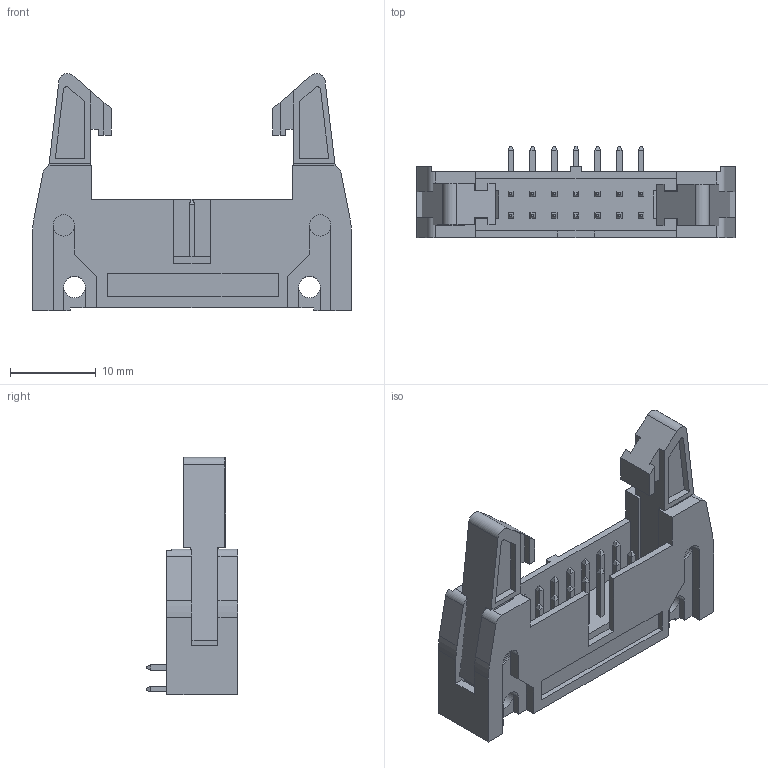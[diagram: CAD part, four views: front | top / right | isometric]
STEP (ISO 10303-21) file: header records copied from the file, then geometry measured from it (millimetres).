
FILE_DESCRIPTION( ( 'Unknown' ), '1' );
FILE_NAME( '61201422921.stp', 'Unknown', ( 'Unknown' ), ( 'Unknown' ), 'PSStep 14.0', 'Unknown', ' ' );
FILE_SCHEMA( ( 'AUTOMOTIVE_DESIGN { 1 0 10303 214 1 1 1 1 }' ) );
Length unit declared in the file: millimetre
Products named in the file (5): Assem1; 6120xx22021_LEVIER_LONG; 6120xx22121_PIN_COURTE; 6120xx22121_PIN_LONGUE; 14
Assembly tree (17 placements, depth 2):
  Assem1
    6120xx22021_LEVIER_LONG  x2
    6120xx22121_PIN_COURTE  x7
    6120xx22121_PIN_LONGUE  x7
    14
Bounding box: 37.28 x 10.7 x 27.72 mm (x, y, z)
Volume: 2875.9 mm3; surface area: 4868.6 mm2
Topology: 17 solids, 17 shells, 515 faces, 1351 edges, 859 vertices
Faces by surface type: plane 469, cylinder 46
Full cylindrical faces by diameter (mm): 2.5 x16
Entity records: 10977 total; most frequent: CARTESIAN_POINT 1563, ORIENTED_EDGE 1542, DIRECTION 1399, EDGE_CURVE 771, LINE 703, VECTOR 703, VERTEX_POINT 512, AXIS2_PLACEMENT_3D 348
